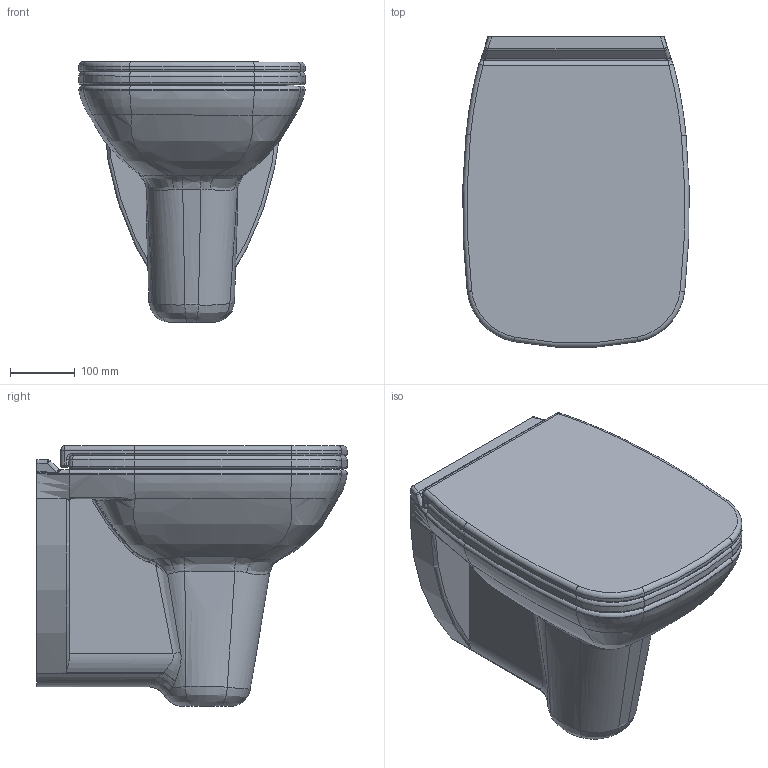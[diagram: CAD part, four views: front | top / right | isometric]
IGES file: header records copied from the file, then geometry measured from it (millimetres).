
Global section: file name: No Iges File Name specified; native system: AutoDesk Inventor R11.0; preprocessor: AutoDesk Inventor Iges Exporter R11.0; author: No Author specified; organization: No Organization specified; date: 20071116.114151; units: millimetre
Bounding box: 349.43 x 478.94 x 402.35 mm (x, y, z)
Volume: 17532496.9 mm3; surface area: 1321133.5 mm2
Topology: 3 solids, 3 shells, 342 faces, 828 edges, 490 vertices
Faces by surface type: bspline 136, torus 66, cylinder 51, revolution 42, plane 39, sphere 8
